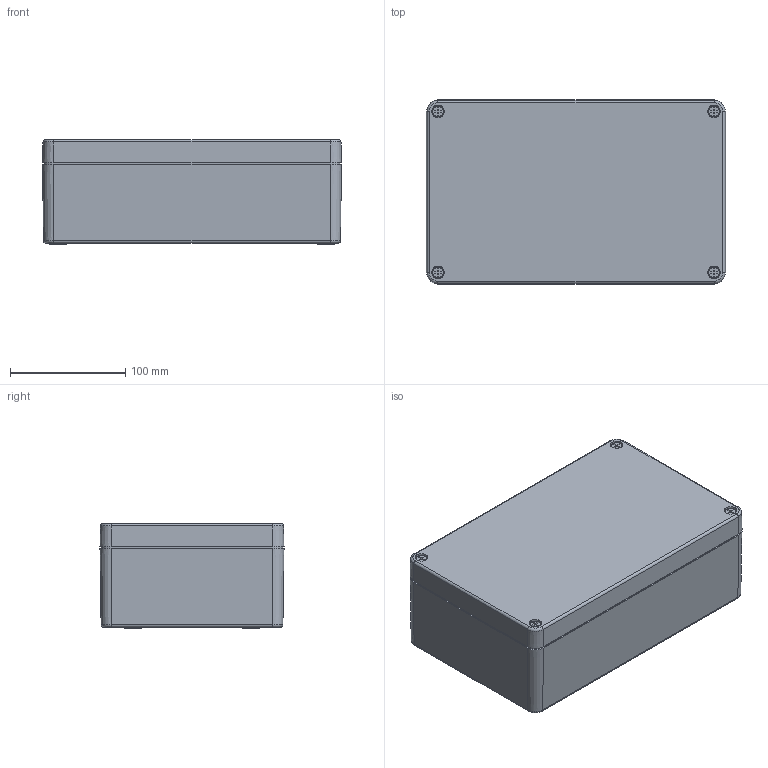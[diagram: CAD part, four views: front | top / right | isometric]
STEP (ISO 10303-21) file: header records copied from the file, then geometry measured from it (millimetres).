
FILE_DESCRIPTION( ( 'STEP AP203' ), '1' );
FILE_NAME( '90 4011.0.stp', ' ', ( ' ' ), ( ' ' ), 'PSStep 15.0.47', 'PARTsolutions', ' ' );
FILE_SCHEMA( ( 'CONFIG_CONTROL_DESIGN' ) );
Length unit declared in the file: millimetre
Products named in the file (4): CC CA 260/90 4011.0; _CC CA 260/90 4011.0_H; _CC CA 260/90 4011.0_C; _CC CA 260/90 4011.0_S
Assembly tree (6 placements, depth 2):
  CC CA 260/90 4011.0
    _CC CA 260/90 4011.0_H
    _CC CA 260/90 4011.0_C
    _CC CA 260/90 4011.0_S  x4
Bounding box: 260 x 160 x 91 mm (x, y, z)
Volume: 779251.7 mm3; surface area: 326582.7 mm2
Topology: 6 solids, 6 shells, 438 faces, 1086 edges, 700 vertices
Faces by surface type: plane 212, cylinder 92, cone 90, torus 24, bspline 20
Full cylindrical faces by diameter (mm): 4.917 x10, 5.3 x4, 6 x4, 6.5 x6, 14 x4
Entity records: 11249 total; most frequent: CARTESIAN_POINT 2625, DIRECTION 1814, ORIENTED_EDGE 1648, EDGE_CURVE 824, AXIS2_PLACEMENT_3D 691, VERTEX_POINT 570, EDGE_LOOP 484, LINE 432
